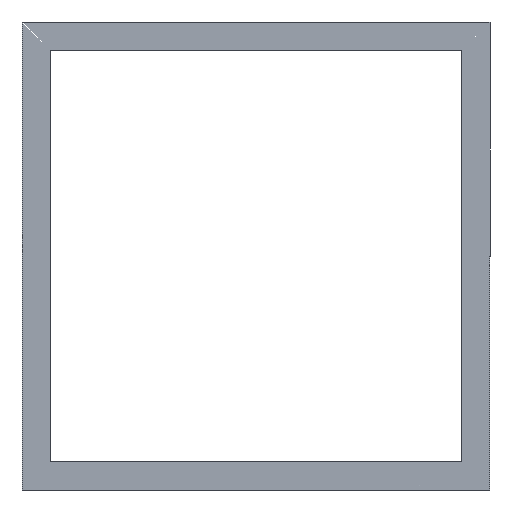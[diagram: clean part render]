
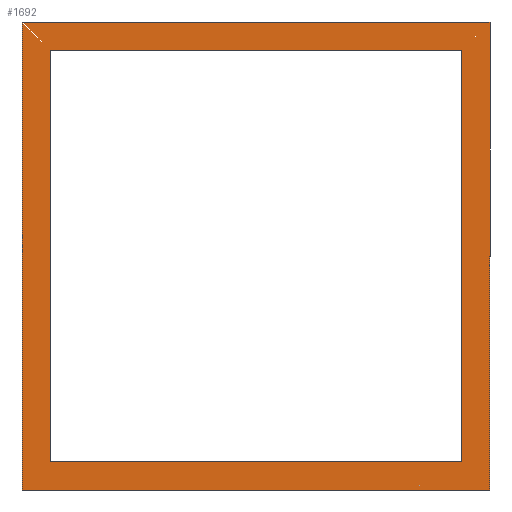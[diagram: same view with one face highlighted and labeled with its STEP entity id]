
A CAD part, front view. The second image highlights one B-rep face of the part: STEP entity #1692.
In plain terms, the highlighted planar face has unit normal (0, -1, 0).
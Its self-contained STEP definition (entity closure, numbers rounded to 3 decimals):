
#47 = VERTEX_POINT ( 'NONE', #1702 ) ;
#187 = PLANE ( 'NONE',  #2021 ) ;
#234 = CARTESIAN_POINT ( 'NONE',  ( -11., -60., -11. ) ) ;
#237 = LINE ( 'NONE', #468, #1115 ) ;
#271 = VECTOR ( 'NONE', #507, 1000. ) ;
#298 = EDGE_LOOP ( 'NONE', ( #1765, #1495, #718, #1056 ) ) ;
#317 = DIRECTION ( 'NONE',  ( 0., 0., -1. ) ) ;
#335 = VERTEX_POINT ( 'NONE', #1512 ) ;
#376 = VECTOR ( 'NONE', #1743, 1000. ) ;
#408 = ORIENTED_EDGE ( 'NONE', *, *, #1304, .T. ) ;
#439 = VERTEX_POINT ( 'NONE', #625 ) ;
#468 = CARTESIAN_POINT ( 'NONE',  ( -11., -60., -11. ) ) ;
#472 = DIRECTION ( 'NONE',  ( 0., 0., -1. ) ) ;
#507 = DIRECTION ( 'NONE',  ( 0., 0., 1. ) ) ;
#531 = VECTOR ( 'NONE', #472, 1000. ) ;
#583 = CARTESIAN_POINT ( 'NONE',  ( -11., -60., 11. ) ) ;
#604 = EDGE_CURVE ( 'NONE', #47, #738, #1844, .T. ) ;
#625 = CARTESIAN_POINT ( 'NONE',  ( 11., -60., -11. ) ) ;
#640 = EDGE_LOOP ( 'NONE', ( #408, #687, #1020, #1436 ) ) ;
#680 = DIRECTION ( 'NONE',  ( 0., 0., 1. ) ) ;
#683 = CARTESIAN_POINT ( 'NONE',  ( -12.5, -60., 12.5 ) ) ;
#687 = ORIENTED_EDGE ( 'NONE', *, *, #2089, .T. ) ;
#718 = ORIENTED_EDGE ( 'NONE', *, *, #604, .F. ) ;
#738 = VERTEX_POINT ( 'NONE', #998 ) ;
#752 = DIRECTION ( 'NONE',  ( -1., 0., 0. ) ) ;
#789 = VERTEX_POINT ( 'NONE', #234 ) ;
#836 = VERTEX_POINT ( 'NONE', #583 ) ;
#934 = LINE ( 'NONE', #1298, #1592 ) ;
#970 = EDGE_CURVE ( 'NONE', #836, #335, #2133, .T. ) ;
#977 = VECTOR ( 'NONE', #1537, 1000. ) ;
#995 = DIRECTION ( 'NONE',  ( 0., 1., 0. ) ) ;
#998 = CARTESIAN_POINT ( 'NONE',  ( -12.5, -60., 12.5 ) ) ;
#1016 = CARTESIAN_POINT ( 'NONE',  ( -11., -60., -11. ) ) ;
#1020 = ORIENTED_EDGE ( 'NONE', *, *, #2115, .T. ) ;
#1056 = ORIENTED_EDGE ( 'NONE', *, *, #1405, .F. ) ;
#1084 = FACE_OUTER_BOUND ( 'NONE', #298, .T. ) ;
#1102 = CARTESIAN_POINT ( 'NONE',  ( -12.5, -60., -12.5 ) ) ;
#1115 = VECTOR ( 'NONE', #1959, 1000. ) ;
#1136 = CARTESIAN_POINT ( 'NONE',  ( 12.5, -60., 12.5 ) ) ;
#1298 = CARTESIAN_POINT ( 'NONE',  ( 12.5, -60., -12.5 ) ) ;
#1304 = EDGE_CURVE ( 'NONE', #335, #439, #1957, .T. ) ;
#1405 = EDGE_CURVE ( 'NONE', #1582, #47, #1568, .T. ) ;
#1436 = ORIENTED_EDGE ( 'NONE', *, *, #970, .T. ) ;
#1447 = VERTEX_POINT ( 'NONE', #1136 ) ;
#1460 = CARTESIAN_POINT ( 'NONE',  ( 11., -60., -11. ) ) ;
#1495 = ORIENTED_EDGE ( 'NONE', *, *, #1935, .F. ) ;
#1512 = CARTESIAN_POINT ( 'NONE',  ( 11., -60., 11. ) ) ;
#1537 = DIRECTION ( 'NONE',  ( 1., 0., 0. ) ) ;
#1555 = EDGE_CURVE ( 'NONE', #1447, #1582, #934, .T. ) ;
#1568 = LINE ( 'NONE', #1102, #1899 ) ;
#1582 = VERTEX_POINT ( 'NONE', #2148 ) ;
#1592 = VECTOR ( 'NONE', #317, 1000. ) ;
#1614 = CARTESIAN_POINT ( 'NONE',  ( -11., -60., 11. ) ) ;
#1615 = FACE_BOUND ( 'NONE', #640, .T. ) ;
#1692 = ADVANCED_FACE ( 'NONE', ( #1615, #1084 ), #187, .F. ) ;
#1702 = CARTESIAN_POINT ( 'NONE',  ( -12.5, -60., -12.5 ) ) ;
#1743 = DIRECTION ( 'NONE',  ( 1., 0., 0. ) ) ;
#1765 = ORIENTED_EDGE ( 'NONE', *, *, #1555, .F. ) ;
#1819 = VECTOR ( 'NONE', #752, 1000. ) ;
#1822 = CARTESIAN_POINT ( 'NONE',  ( -12.5, -60., -12.5 ) ) ;
#1844 = LINE ( 'NONE', #1822, #271 ) ;
#1899 = VECTOR ( 'NONE', #2119, 1000. ) ;
#1935 = EDGE_CURVE ( 'NONE', #738, #1447, #2101, .T. ) ;
#1957 = LINE ( 'NONE', #1460, #531 ) ;
#1959 = DIRECTION ( 'NONE',  ( 0., 0., 1. ) ) ;
#1994 = LINE ( 'NONE', #1016, #1819 ) ;
#1995 = CARTESIAN_POINT ( 'NONE',  ( 0., -60., 0. ) ) ;
#2021 = AXIS2_PLACEMENT_3D ( 'NONE', #1995, #995, #680 ) ;
#2089 = EDGE_CURVE ( 'NONE', #439, #789, #1994, .T. ) ;
#2101 = LINE ( 'NONE', #683, #977 ) ;
#2115 = EDGE_CURVE ( 'NONE', #789, #836, #237, .T. ) ;
#2119 = DIRECTION ( 'NONE',  ( -1., 0., 0. ) ) ;
#2133 = LINE ( 'NONE', #1614, #376 ) ;
#2148 = CARTESIAN_POINT ( 'NONE',  ( 12.5, -60., -12.5 ) ) ;
